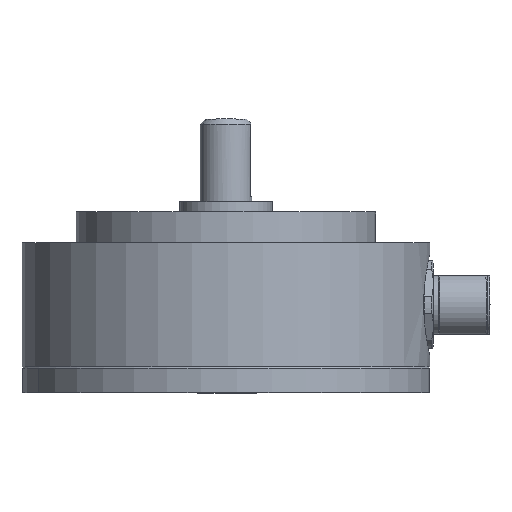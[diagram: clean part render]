
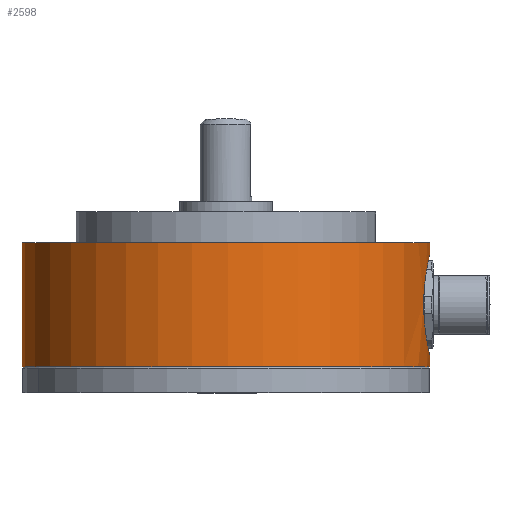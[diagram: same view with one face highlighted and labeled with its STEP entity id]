
A CAD part, top view. The second image highlights one B-rep face of the part: STEP entity #2598.
In plain terms, the highlighted cylindrical face has radius 39.5 mm (diameter 79 mm), a partial arc.
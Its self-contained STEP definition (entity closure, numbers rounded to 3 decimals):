
#112 = AXIS2_PLACEMENT_3D ( 'NONE', #2311, #4385, #9805 ) ;
#353 = CARTESIAN_POINT ( 'NONE',  ( 40.543, -9.574, 9.285 ) ) ;
#395 = CARTESIAN_POINT ( 'NONE',  ( 39.845, -2.719, 12.691 ) ) ;
#439 = CARTESIAN_POINT ( 'NONE',  ( 40.543, 5.476, 9.296 ) ) ;
#499 = CARTESIAN_POINT ( 'NONE',  ( 41.032, -14.055, 2.679 ) ) ;
#857 = ORIENTED_EDGE ( 'NONE', *, *, #8290, .F. ) ;
#1123 = LINE ( 'NONE', #8833, #9114 ) ;
#1286 = DIRECTION ( 'NONE',  ( 0., 1., 0. ) ) ;
#1325 = CARTESIAN_POINT ( 'NONE',  ( 40.385, -8.666, 10.216 ) ) ;
#1362 = CARTESIAN_POINT ( 'NONE',  ( 39.861, -0.743, 12.626 ) ) ;
#1399 = CARTESIAN_POINT ( 'NONE',  ( 40.728, 6.431, 7.982 ) ) ;
#1964 = ORIENTED_EDGE ( 'NONE', *, *, #8222, .T. ) ;
#2182 = CIRCLE ( 'NONE', #8113, 39.5 ) ;
#2196 = CARTESIAN_POINT ( 'NONE',  ( 41.032, -12.055, 2.679 ) ) ;
#2241 = CARTESIAN_POINT ( 'NONE',  ( 40.193, -7.346, 11.179 ) ) ;
#2242 = EDGE_LOOP ( 'NONE', ( #1964, #5764, #12033, #11601, #10425, #857 ) ) ;
#2288 = CARTESIAN_POINT ( 'NONE',  ( 39.97, 1.166, 12.18 ) ) ;
#2311 = CARTESIAN_POINT ( 'NONE',  ( 1.534, -14.055, 3.07 ) ) ;
#2334 = CARTESIAN_POINT ( 'NONE',  ( 40.827, 6.911, 7.122 ) ) ;
#2379 = DIRECTION ( 'NONE',  ( 0., 1., 0. ) ) ;
#2598 = ADVANCED_FACE ( 'NONE', ( #9509 ), #2789, .T. ) ;
#2707 = CARTESIAN_POINT ( 'NONE',  ( 41.032, -14.055, 2.679 ) ) ;
#2789 = CYLINDRICAL_SURFACE ( 'NONE', #112, 39.5 ) ;
#3273 = CARTESIAN_POINT ( 'NONE',  ( 40.974, -11.718, 5.274 ) ) ;
#3305 = CARTESIAN_POINT ( 'NONE',  ( 40.09, -6.489, 11.658 ) ) ;
#3349 = CARTESIAN_POINT ( 'NONE',  ( 40.089, 2.375, 11.66 ) ) ;
#3399 = CARTESIAN_POINT ( 'NONE',  ( 40.936, 7.429, 5.918 ) ) ;
#4273 = CARTESIAN_POINT ( 'NONE',  ( 41.039, -12.055, 3.342 ) ) ;
#4313 = CARTESIAN_POINT ( 'NONE',  ( 40.91, -11.415, 6.216 ) ) ;
#4356 = CARTESIAN_POINT ( 'NONE',  ( 40.001, -5.594, 12.048 ) ) ;
#4385 = DIRECTION ( 'NONE',  ( 0., 1., 0. ) ) ;
#4413 = CARTESIAN_POINT ( 'NONE',  ( 40.192, 3.231, 11.183 ) ) ;
#4465 = CARTESIAN_POINT ( 'NONE',  ( 41.015, 7.814, 4.328 ) ) ;
#4792 = B_SPLINE_CURVE_WITH_KNOTS ( 'NONE', 3,
 ( #2196, #4273, #7467, #9691, #3273, #10740, #4313, #11822, #5407, #12785, #6503, #353, #7558, #1325, #8649, #2241, #9736, #3305, #10786, #4356, #11871, #5447, #12832, #6539, #395, #7601, #1362, #8692, #2288, #9773, #3349, #10835, #4413, #11912, #5494, #12878, #6581, #439, #7649, #1399, #8735, #2334, #9825, #3399, #10878, #4465, #11971, #5538, #12921, #6633 ),
 .UNSPECIFIED., .F., .F.,
 ( 4, 2, 2, 2, 2, 2, 2, 2, 2, 2, 2, 2, 2, 2, 2, 2, 2, 2, 2, 2, 2, 2, 2, 2, 4 ),
 ( 0., 0.002, 0.003, 0.004, 0.006, 0.007, 0.008, 0.01, 0.011, 0.012, 0.013, 0.014, 0.016, 0.018, 0.02, 0.021, 0.022, 0.023, 0.024, 0.025, 0.026, 0.027, 0.029, 0.03, 0.031 ),
 .UNSPECIFIED. ) ;
#4906 = VERTEX_POINT ( 'NONE', #6523 ) ;
#4982 = LINE ( 'NONE', #9648, #7852 ) ;
#5407 = CARTESIAN_POINT ( 'NONE',  ( 40.766, -10.73, 7.698 ) ) ;
#5447 = CARTESIAN_POINT ( 'NONE',  ( 39.929, -4.66, 12.35 ) ) ;
#5494 = CARTESIAN_POINT ( 'NONE',  ( 40.305, 4.032, 10.627 ) ) ;
#5538 = CARTESIAN_POINT ( 'NONE',  ( 41.035, 7.929, 3.341 ) ) ;
#5568 = CARTESIAN_POINT ( 'NONE',  ( -37.964, -14.055, 3.461 ) ) ;
#5586 = CARTESIAN_POINT ( 'NONE',  ( 1.534, 9.945, 3.07 ) ) ;
#5764 = ORIENTED_EDGE ( 'NONE', *, *, #8204, .T. ) ;
#6503 = CARTESIAN_POINT ( 'NONE',  ( 40.62, -9.99, 8.778 ) ) ;
#6523 = CARTESIAN_POINT ( 'NONE',  ( 41.032, 9.945, 2.679 ) ) ;
#6539 = CARTESIAN_POINT ( 'NONE',  ( 39.861, -3.369, 12.626 ) ) ;
#6581 = CARTESIAN_POINT ( 'NONE',  ( 40.424, 4.781, 9.991 ) ) ;
#6633 = CARTESIAN_POINT ( 'NONE',  ( 41.032, 7.945, 2.679 ) ) ;
#6679 = DIRECTION ( 'NONE',  ( -1., 0., 0.01 ) ) ;
#7467 = CARTESIAN_POINT ( 'NONE',  ( 41.028, -11.99, 3.994 ) ) ;
#7514 = CIRCLE ( 'NONE', #8093, 39.5 ) ;
#7515 = CARTESIAN_POINT ( 'NONE',  ( 1.534, -14.055, 3.07 ) ) ;
#7558 = CARTESIAN_POINT ( 'NONE',  ( 40.504, -9.355, 9.526 ) ) ;
#7601 = CARTESIAN_POINT ( 'NONE',  ( 39.844, -1.409, 12.692 ) ) ;
#7649 = CARTESIAN_POINT ( 'NONE',  ( 40.621, 5.888, 8.793 ) ) ;
#7852 = VECTOR ( 'NONE', #12623, 1000. ) ;
#8093 = AXIS2_PLACEMENT_3D ( 'NONE', #5586, #12957, #6679 ) ;
#8113 = AXIS2_PLACEMENT_3D ( 'NONE', #7515, #1286, #8601 ) ;
#8204 = EDGE_CURVE ( 'NONE', #9289, #11377, #4982, .T. ) ;
#8222 = EDGE_CURVE ( 'NONE', #10080, #9289, #2182, .T. ) ;
#8242 = EDGE_CURVE ( 'NONE', #11377, #9975, #4792, .T. ) ;
#8245 = EDGE_CURVE ( 'NONE', #9975, #4906, #10371, .T. ) ;
#8261 = EDGE_CURVE ( 'NONE', #4906, #10953, #7514, .T. ) ;
#8290 = EDGE_CURVE ( 'NONE', #10080, #10953, #1123, .T. ) ;
#8601 = DIRECTION ( 'NONE',  ( -1., 0., 0.01 ) ) ;
#8649 = CARTESIAN_POINT ( 'NONE',  ( 40.306, -8.165, 10.63 ) ) ;
#8692 = CARTESIAN_POINT ( 'NONE',  ( 39.924, 0.541, 12.37 ) ) ;
#8735 = CARTESIAN_POINT ( 'NONE',  ( 40.763, 6.6, 7.702 ) ) ;
#8833 = CARTESIAN_POINT ( 'NONE',  ( -37.964, -14.055, 3.461 ) ) ;
#9114 = VECTOR ( 'NONE', #11019, 1000. ) ;
#9289 = VERTEX_POINT ( 'NONE', #2707 ) ;
#9509 = FACE_OUTER_BOUND ( 'NONE', #2242, .T. ) ;
#9542 = CARTESIAN_POINT ( 'NONE',  ( -37.964, 9.945, 3.461 ) ) ;
#9648 = CARTESIAN_POINT ( 'NONE',  ( 41.032, -14.055, 2.679 ) ) ;
#9691 = CARTESIAN_POINT ( 'NONE',  ( 40.99, -11.798, 4.956 ) ) ;
#9736 = CARTESIAN_POINT ( 'NONE',  ( 40.157, -7.064, 11.349 ) ) ;
#9773 = CARTESIAN_POINT ( 'NONE',  ( 40.057, 2.076, 11.802 ) ) ;
#9805 = DIRECTION ( 'NONE',  ( -1., 0., 0.01 ) ) ;
#9825 = CARTESIAN_POINT ( 'NONE',  ( 40.856, 7.052, 6.824 ) ) ;
#9975 = VERTEX_POINT ( 'NONE', #10397 ) ;
#10080 = VERTEX_POINT ( 'NONE', #5568 ) ;
#10371 = LINE ( 'NONE', #499, #11708 ) ;
#10397 = CARTESIAN_POINT ( 'NONE',  ( 41.032, 7.945, 2.679 ) ) ;
#10425 = ORIENTED_EDGE ( 'NONE', *, *, #8261, .T. ) ;
#10740 = CARTESIAN_POINT ( 'NONE',  ( 40.934, -11.527, 5.904 ) ) ;
#10786 = CARTESIAN_POINT ( 'NONE',  ( 40.058, -6.195, 11.797 ) ) ;
#10835 = CARTESIAN_POINT ( 'NONE',  ( 40.157, 2.952, 11.35 ) ) ;
#10878 = CARTESIAN_POINT ( 'NONE',  ( 40.977, 7.619, 5.295 ) ) ;
#10953 = VERTEX_POINT ( 'NONE', #9542 ) ;
#11019 = DIRECTION ( 'NONE',  ( 0., 1., 0. ) ) ;
#11377 = VERTEX_POINT ( 'NONE', #12464 ) ;
#11601 = ORIENTED_EDGE ( 'NONE', *, *, #8245, .T. ) ;
#11708 = VECTOR ( 'NONE', #2379, 1000. ) ;
#11822 = CARTESIAN_POINT ( 'NONE',  ( 40.83, -11.038, 7.124 ) ) ;
#11871 = CARTESIAN_POINT ( 'NONE',  ( 39.974, -5.288, 12.159 ) ) ;
#11912 = CARTESIAN_POINT ( 'NONE',  ( 40.267, 3.771, 10.821 ) ) ;
#11971 = CARTESIAN_POINT ( 'NONE',  ( 41.025, 7.863, 4. ) ) ;
#12033 = ORIENTED_EDGE ( 'NONE', *, *, #8242, .T. ) ;
#12464 = CARTESIAN_POINT ( 'NONE',  ( 41.032, -12.055, 2.679 ) ) ;
#12623 = DIRECTION ( 'NONE',  ( 0., 1., 0. ) ) ;
#12785 = CARTESIAN_POINT ( 'NONE',  ( 40.658, -10.186, 8.513 ) ) ;
#12832 = CARTESIAN_POINT ( 'NONE',  ( 39.909, -4.338, 12.432 ) ) ;
#12878 = CARTESIAN_POINT ( 'NONE',  ( 40.383, 4.537, 10.213 ) ) ;
#12921 = CARTESIAN_POINT ( 'NONE',  ( 41.035, 7.945, 3.011 ) ) ;
#12957 = DIRECTION ( 'NONE',  ( 0., -1., 0. ) ) ;
